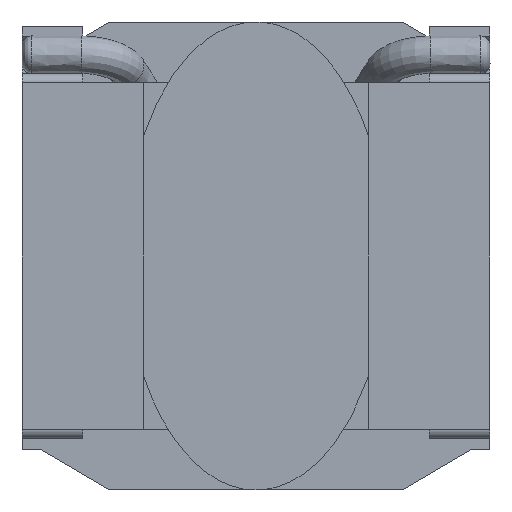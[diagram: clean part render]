
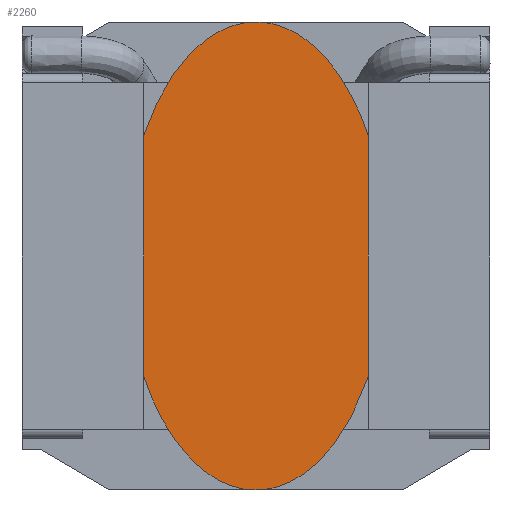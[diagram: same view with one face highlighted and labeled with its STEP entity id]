
A CAD part, front view. The second image highlights one B-rep face of the part: STEP entity #2260.
In plain terms, the highlighted planar face has unit normal (0, -1, 0).
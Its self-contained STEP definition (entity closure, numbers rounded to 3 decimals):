
#81 = LINE ( 'NONE', #1579, #2162 ) ;
#161 = VERTEX_POINT ( 'NONE', #1548 ) ;
#180 = VERTEX_POINT ( 'NONE', #2804 ) ;
#206 = VECTOR ( 'NONE', #1790, 1000. ) ;
#256 = EDGE_CURVE ( 'NONE', #2414, #1095, #4082, .T. ) ;
#327 = DIRECTION ( 'NONE',  ( 0., 0., 1. ) ) ;
#347 = DIRECTION ( 'NONE',  ( 0., 0., -1. ) ) ;
#416 = CARTESIAN_POINT ( 'NONE',  ( -1.85, 0.1, 1.85 ) ) ;
#501 = CARTESIAN_POINT ( 'NONE',  ( -0.941, 0.1, -2.058 ) ) ;
#537 = EDGE_CURVE ( 'NONE', #1095, #5007, #5054, .T. ) ;
#542 = CARTESIAN_POINT ( 'NONE',  ( -1.2, 0.1, 1.288 ) ) ;
#586 = LINE ( 'NONE', #2435, #3416 ) ;
#597 = VECTOR ( 'NONE', #1569, 1000. ) ;
#609 = CARTESIAN_POINT ( 'NONE',  ( -1.2, 0.1, 1.85 ) ) ;
#650 = CARTESIAN_POINT ( 'NONE',  ( -1.2, 0.1, -1.288 ) ) ;
#689 =( BOUNDED_CURVE ( )  B_SPLINE_CURVE ( 3, ( #2559, #3430, #3862, #1826 ),
 .UNSPECIFIED., .F., .F. ) 
 B_SPLINE_CURVE_WITH_KNOTS ( ( 4, 4 ),
 ( 5.253, 6.283 ),
 .UNSPECIFIED. ) 
 CURVE ( )  GEOMETRIC_REPRESENTATION_ITEM ( )  RATIONAL_B_SPLINE_CURVE ( ( 1., 0.914, 0.914, 1. ) ) 
 REPRESENTATION_ITEM ( '' )  );
#766 = EDGE_CURVE ( 'NONE', #3434, #3856, #2983, .T. ) ;
#1088 = EDGE_CURVE ( 'NONE', #161, #1809, #81, .T. ) ;
#1095 = VERTEX_POINT ( 'NONE', #5252 ) ;
#1163 = EDGE_CURVE ( 'NONE', #180, #161, #5112, .T. ) ;
#1233 = ORIENTED_EDGE ( 'NONE', *, *, #537, .F. ) ;
#1249 = VECTOR ( 'NONE', #3356, 1000. ) ;
#1317 = CARTESIAN_POINT ( 'NONE',  ( 1.2, 0.1, 1.288 ) ) ;
#1360 = VERTEX_POINT ( 'NONE', #2924 ) ;
#1398 = CARTESIAN_POINT ( 'NONE',  ( -2.5, 0.1, -1.85 ) ) ;
#1404 = DIRECTION ( 'NONE',  ( 0., 0., 1. ) ) ;
#1497 = VECTOR ( 'NONE', #2638, 1000. ) ;
#1548 = CARTESIAN_POINT ( 'NONE',  ( 1.2, 0.1, -1.85 ) ) ;
#1569 = DIRECTION ( 'NONE',  ( -1., 0., 0. ) ) ;
#1579 = CARTESIAN_POINT ( 'NONE',  ( 1.2, 0.1, -1.85 ) ) ;
#1599 = CARTESIAN_POINT ( 'NONE',  ( 1.2, 0.1, 1.85 ) ) ;
#1626 = EDGE_CURVE ( 'NONE', #1809, #4942, #689, .T. ) ;
#1640 = EDGE_CURVE ( 'NONE', #1360, #5151, #4301, .T. ) ;
#1718 = EDGE_CURVE ( 'NONE', #3856, #180, #2087, .T. ) ;
#1790 = DIRECTION ( 'NONE',  ( 0., 0., -1. ) ) ;
#1809 = VERTEX_POINT ( 'NONE', #5216 ) ;
#1812 = CARTESIAN_POINT ( 'NONE',  ( 0., 0.1, -2.5 ) ) ;
#1826 = CARTESIAN_POINT ( 'NONE',  ( 0., 0.1, -2.5 ) ) ;
#1890 = VECTOR ( 'NONE', #4357, 1000. ) ;
#2008 = LINE ( 'NONE', #2933, #1249 ) ;
#2055 = EDGE_LOOP ( 'NONE', ( #4179, #2258, #1233, #4739, #3133, #4682, #4901, #2576, #3691, #4320, #4579, #2695, #2368 ) ) ;
#2087 = LINE ( 'NONE', #3895, #206 ) ;
#2156 = DIRECTION ( 'NONE',  ( 0., 0., 1. ) ) ;
#2162 = VECTOR ( 'NONE', #327, 1000. ) ;
#2258 = ORIENTED_EDGE ( 'NONE', *, *, #3119, .F. ) ;
#2260 = ADVANCED_FACE ( 'NONE', ( #2674 ), #5098, .F. ) ;
#2264 = AXIS2_PLACEMENT_3D ( 'NONE', #2998, #2629, #1404 ) ;
#2368 = ORIENTED_EDGE ( 'NONE', *, *, #3635, .F. ) ;
#2393 = CARTESIAN_POINT ( 'NONE',  ( 1.85, 0.1, -1.85 ) ) ;
#2414 = VERTEX_POINT ( 'NONE', #4307 ) ;
#2433 = DIRECTION ( 'NONE',  ( 1., 0., 0. ) ) ;
#2435 = CARTESIAN_POINT ( 'NONE',  ( -1.2, 0.1, -1.85 ) ) ;
#2439 = VECTOR ( 'NONE', #4283, 1000. ) ;
#2529 = CARTESIAN_POINT ( 'NONE',  ( -1.2, 0.1, -1.85 ) ) ;
#2543 = CARTESIAN_POINT ( 'NONE',  ( -1.2, 0.1, -1.288 ) ) ;
#2546 = EDGE_CURVE ( 'NONE', #4942, #3217, #3403, .T. ) ;
#2559 = CARTESIAN_POINT ( 'NONE',  ( 1.2, 0.1, -1.288 ) ) ;
#2569 = CARTESIAN_POINT ( 'NONE',  ( 2.5, 0.1, 1.85 ) ) ;
#2576 = ORIENTED_EDGE ( 'NONE', *, *, #1626, .F. ) ;
#2629 = DIRECTION ( 'NONE',  ( 0., 1., 0. ) ) ;
#2638 = DIRECTION ( 'NONE',  ( 0., 0., -1. ) ) ;
#2674 = FACE_OUTER_BOUND ( 'NONE', #2055, .T. ) ;
#2695 = ORIENTED_EDGE ( 'NONE', *, *, #766, .F. ) ;
#2777 = VECTOR ( 'NONE', #2156, 1000. ) ;
#2804 = CARTESIAN_POINT ( 'NONE',  ( 2.5, 0.1, -1.85 ) ) ;
#2924 = CARTESIAN_POINT ( 'NONE',  ( -1.2, 0.1, 1.288 ) ) ;
#2933 = CARTESIAN_POINT ( 'NONE',  ( 1.2, 0.1, -1.85 ) ) ;
#2983 = LINE ( 'NONE', #3459, #1890 ) ;
#2998 = CARTESIAN_POINT ( 'NONE',  ( 0., 0.1, 0. ) ) ;
#3061 = CARTESIAN_POINT ( 'NONE',  ( 0.591, 0.1, 3.097 ) ) ;
#3119 = EDGE_CURVE ( 'NONE', #5007, #1360, #3670, .T. ) ;
#3133 = ORIENTED_EDGE ( 'NONE', *, *, #4665, .F. ) ;
#3217 = VERTEX_POINT ( 'NONE', #650 ) ;
#3356 = DIRECTION ( 'NONE',  ( 0., 0., 1. ) ) ;
#3403 =( BOUNDED_CURVE ( )  B_SPLINE_CURVE ( 3, ( #4233, #3752, #501, #2543 ),
 .UNSPECIFIED., .F., .F. ) 
 B_SPLINE_CURVE_WITH_KNOTS ( ( 4, 4 ),
 ( 0., 1.03 ),
 .UNSPECIFIED. ) 
 CURVE ( )  GEOMETRIC_REPRESENTATION_ITEM ( )  RATIONAL_B_SPLINE_CURVE ( ( 1., 0.914, 0.914, 1. ) ) 
 REPRESENTATION_ITEM ( '' )  );
#3416 = VECTOR ( 'NONE', #347, 1000. ) ;
#3430 = CARTESIAN_POINT ( 'NONE',  ( 0.941, 0.1, -2.058 ) ) ;
#3434 = VERTEX_POINT ( 'NONE', #1599 ) ;
#3459 = CARTESIAN_POINT ( 'NONE',  ( 1.2, 0.1, 1.85 ) ) ;
#3479 = CARTESIAN_POINT ( 'NONE',  ( 1.2, 0.1, 1.288 ) ) ;
#3485 = EDGE_CURVE ( 'NONE', #3217, #5161, #586, .T. ) ;
#3635 = EDGE_CURVE ( 'NONE', #5151, #3434, #2008, .T. ) ;
#3670 = LINE ( 'NONE', #5139, #1497 ) ;
#3691 = ORIENTED_EDGE ( 'NONE', *, *, #1088, .F. ) ;
#3752 = CARTESIAN_POINT ( 'NONE',  ( -0.503, 0.1, -2.5 ) ) ;
#3856 = VERTEX_POINT ( 'NONE', #2569 ) ;
#3862 = CARTESIAN_POINT ( 'NONE',  ( 0.503, 0.1, -2.5 ) ) ;
#3895 = CARTESIAN_POINT ( 'NONE',  ( 2.5, 0.1, 1.85 ) ) ;
#4082 = LINE ( 'NONE', #4265, #2777 ) ;
#4179 = ORIENTED_EDGE ( 'NONE', *, *, #1640, .F. ) ;
#4233 = CARTESIAN_POINT ( 'NONE',  ( 0., 0.1, -2.5 ) ) ;
#4265 = CARTESIAN_POINT ( 'NONE',  ( -2.5, 0.1, 1.85 ) ) ;
#4283 = DIRECTION ( 'NONE',  ( -1., 0., 0. ) ) ;
#4301 =( BOUNDED_CURVE ( )  B_SPLINE_CURVE ( 3, ( #542, #4702, #3061, #3479 ),
 .UNSPECIFIED., .F., .F. ) 
 B_SPLINE_CURVE_WITH_KNOTS ( ( 4, 4 ),
 ( 2.112, 4.171 ),
 .UNSPECIFIED. ) 
 CURVE ( )  GEOMETRIC_REPRESENTATION_ITEM ( )  RATIONAL_B_SPLINE_CURVE ( ( 1., 0.677, 0.677, 1. ) ) 
 REPRESENTATION_ITEM ( '' )  );
#4307 = CARTESIAN_POINT ( 'NONE',  ( -2.5, 0.1, -1.85 ) ) ;
#4320 = ORIENTED_EDGE ( 'NONE', *, *, #1163, .F. ) ;
#4357 = DIRECTION ( 'NONE',  ( 1., 0., 0. ) ) ;
#4579 = ORIENTED_EDGE ( 'NONE', *, *, #1718, .F. ) ;
#4665 = EDGE_CURVE ( 'NONE', #5161, #2414, #4824, .T. ) ;
#4667 = VECTOR ( 'NONE', #2433, 1000. ) ;
#4682 = ORIENTED_EDGE ( 'NONE', *, *, #3485, .F. ) ;
#4702 = CARTESIAN_POINT ( 'NONE',  ( -0.591, 0.1, 3.097 ) ) ;
#4739 = ORIENTED_EDGE ( 'NONE', *, *, #256, .F. ) ;
#4824 = LINE ( 'NONE', #1398, #2439 ) ;
#4901 = ORIENTED_EDGE ( 'NONE', *, *, #2546, .F. ) ;
#4942 = VERTEX_POINT ( 'NONE', #1812 ) ;
#5007 = VERTEX_POINT ( 'NONE', #609 ) ;
#5054 = LINE ( 'NONE', #416, #4667 ) ;
#5098 = PLANE ( 'NONE',  #2264 ) ;
#5112 = LINE ( 'NONE', #2393, #597 ) ;
#5139 = CARTESIAN_POINT ( 'NONE',  ( -1.2, 0.1, -1.85 ) ) ;
#5151 = VERTEX_POINT ( 'NONE', #1317 ) ;
#5161 = VERTEX_POINT ( 'NONE', #2529 ) ;
#5216 = CARTESIAN_POINT ( 'NONE',  ( 1.2, 0.1, -1.288 ) ) ;
#5252 = CARTESIAN_POINT ( 'NONE',  ( -2.5, 0.1, 1.85 ) ) ;
